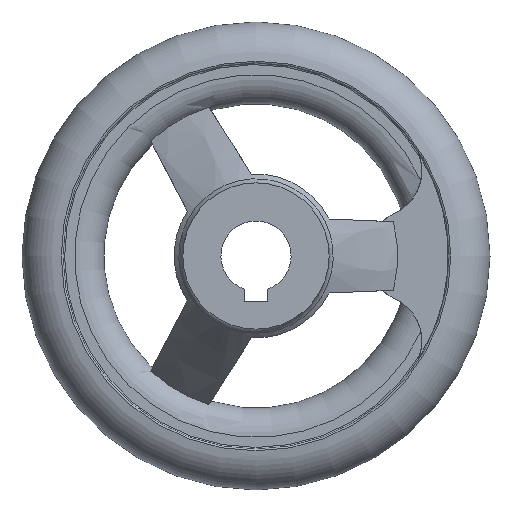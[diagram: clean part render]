
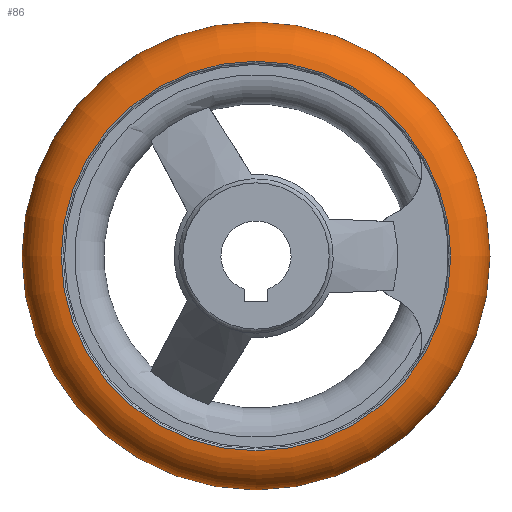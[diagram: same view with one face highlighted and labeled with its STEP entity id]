
A CAD part, front view. The second image highlights one B-rep face of the part: STEP entity #86.
In plain terms, the highlighted toroidal (fillet/blend) face has major radius 33 mm and minor radius 7 mm.
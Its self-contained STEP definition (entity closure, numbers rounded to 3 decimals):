
#86 = ADVANCED_FACE( '', ( #197, #198, #199 ), #200, .T. );
#197 = FACE_BOUND( '', #336, .T. );
#198 = FACE_OUTER_BOUND( '', #337, .T. );
#199 = FACE_OUTER_BOUND( '', #338, .T. );
#200 = TOROIDAL_SURFACE( '', #339, 33., 7. );
#336 = VERTEX_LOOP( '', #522 );
#337 = EDGE_LOOP( '', ( #523 ) );
#338 = EDGE_LOOP( '', ( #524 ) );
#339 = AXIS2_PLACEMENT_3D( '', #525, #526, #527 );
#522 = VERTEX_POINT( '', #822 );
#523 = ORIENTED_EDGE( '', *, *, #804, .T. );
#524 = ORIENTED_EDGE( '', *, *, #823, .F. );
#525 = CARTESIAN_POINT( '', ( 0., 22., 0. ) );
#526 = DIRECTION( '', ( 0., -1., 0. ) );
#527 = DIRECTION( '', ( 0., 0., -1. ) );
#804 = EDGE_CURVE( '', #966, #966, #967, .T. );
#822 = CARTESIAN_POINT( '', ( 0., 22., -40. ) );
#823 = EDGE_CURVE( '', #997, #997, #998, .T. );
#966 = VERTEX_POINT( '', #1254 );
#967 = CIRCLE( '', #1255, 33.292 );
#997 = VERTEX_POINT( '', #1290 );
#998 = CIRCLE( '', #1291, 33.292 );
#1254 = CARTESIAN_POINT( '', ( 0., 28.994, -33.292 ) );
#1255 = AXIS2_PLACEMENT_3D( '', #1658, #1659, #1660 );
#1290 = CARTESIAN_POINT( '', ( 0., 15.006, -33.292 ) );
#1291 = AXIS2_PLACEMENT_3D( '', #1687, #1688, #1689 );
#1658 = CARTESIAN_POINT( '', ( 0., 28.994, 0. ) );
#1659 = DIRECTION( '', ( 0., -1., 0. ) );
#1660 = DIRECTION( '', ( 0., 0., -1. ) );
#1687 = CARTESIAN_POINT( '', ( 0., 15.006, 0. ) );
#1688 = DIRECTION( '', ( 0., -1., 0. ) );
#1689 = DIRECTION( '', ( 0., 0., -1. ) );
